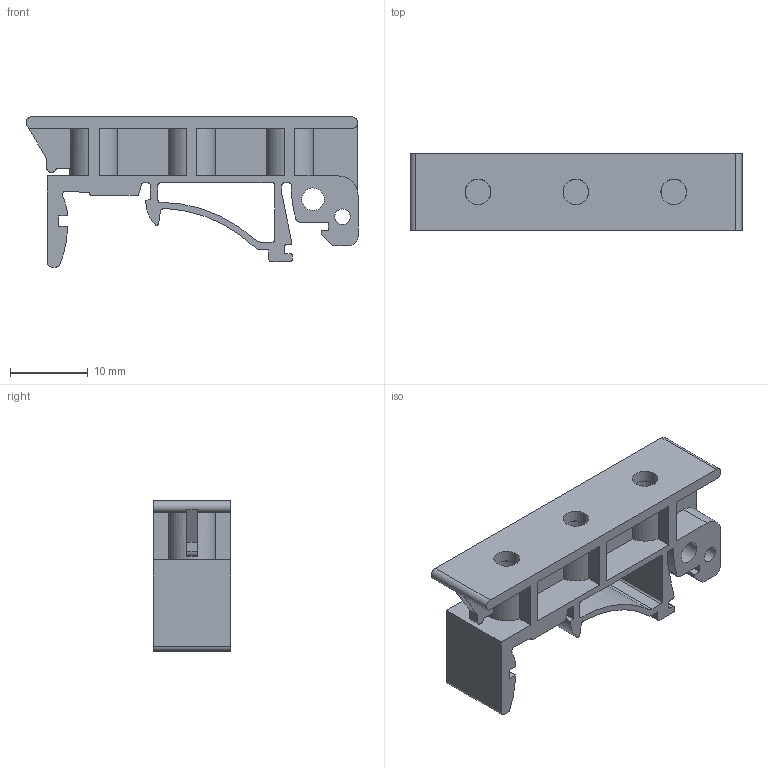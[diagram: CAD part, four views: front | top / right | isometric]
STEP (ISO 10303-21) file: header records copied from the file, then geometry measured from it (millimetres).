
FILE_DESCRIPTION(/* description */ (''),/* implementation_level */ '2;1');
FILE_NAME(/* name */ 'DRG-10 DIN rail mount v7.step',/* time_stamp */ '2021-09-03T13:52:02-06:00',/* author */ (''),/* organization */ (''),/* preprocessor_version */ 'ST-DEVELOPER v18.1',/* originating_system */ 'Autodesk Translation Framework v10.10.0.1391',/* authorisation */ '');
FILE_SCHEMA (('AUTOMOTIVE_DESIGN { 1 0 10303 214 3 1 1 }'));
Length unit declared in the file: millimetre
Products named in the file (1): DRG-10 DIN rail mount
Bounding box: 42.74 x 10 x 19.37 mm (x, y, z)
Volume: 2809.4 mm3; surface area: 4009.9 mm2
Topology: 1 solids, 1 shells, 142 faces, 390 edges, 260 vertices
Faces by surface type: plane 86, cylinder 56
Full cylindrical faces by diameter (mm): 2 x1, 2.9 x1, 3.25 x2, 3.26 x1, 3.3 x3
Entity records: 4588 total; most frequent: DIRECTION 798, CARTESIAN_POINT 793, ORIENTED_EDGE 780, EDGE_CURVE 390, LINE 268, VECTOR 268, AXIS2_PLACEMENT_3D 265, VERTEX_POINT 260
